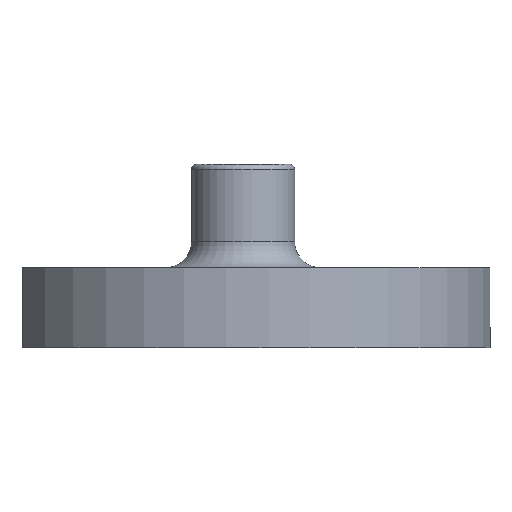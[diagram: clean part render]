
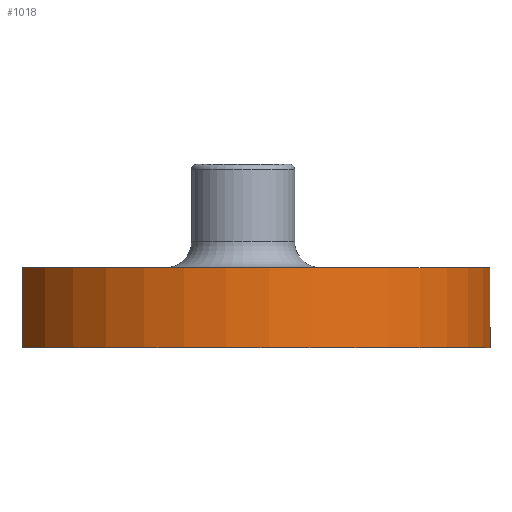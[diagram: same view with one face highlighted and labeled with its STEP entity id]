
A CAD part, left-side view. The second image highlights one B-rep face of the part: STEP entity #1018.
In plain terms, the highlighted cylindrical face has radius 48 mm (diameter 96 mm), a partial arc.
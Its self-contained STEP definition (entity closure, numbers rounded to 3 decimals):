
#119=FACE_OUTER_BOUND('',#194,.T.);
#194=EDGE_LOOP('',(#927,#928,#929,#930));
#279=LINE('',#1719,#361);
#284=LINE('',#1730,#366);
#361=VECTOR('',#1430,10.);
#366=VECTOR('',#1441,10.);
#420=CIRCLE('',#1131,48.);
#425=CIRCLE('',#1142,48.);
#509=VERTEX_POINT('',#1701);
#510=VERTEX_POINT('',#1702);
#515=VERTEX_POINT('',#1718);
#518=VERTEX_POINT('',#1728);
#644=EDGE_CURVE('',#509,#510,#420,.T.);
#652=EDGE_CURVE('',#510,#515,#279,.T.);
#658=EDGE_CURVE('',#509,#518,#284,.T.);
#659=EDGE_CURVE('',#515,#518,#425,.T.);
#927=ORIENTED_EDGE('',*,*,#644,.F.);
#928=ORIENTED_EDGE('',*,*,#658,.T.);
#929=ORIENTED_EDGE('',*,*,#659,.F.);
#930=ORIENTED_EDGE('',*,*,#652,.F.);
#968=CYLINDRICAL_SURFACE('',#1141,48.);
#1018=ADVANCED_FACE('',(#119),#968,.T.);
#1131=AXIS2_PLACEMENT_3D('',#1703,#1412,#1413);
#1141=AXIS2_PLACEMENT_3D('',#1731,#1442,#1443);
#1142=AXIS2_PLACEMENT_3D('',#1732,#1444,#1445);
#1412=DIRECTION('center_axis',(0.,0.,1.));
#1413=DIRECTION('ref_axis',(1.,0.,0.));
#1430=DIRECTION('',(0.,0.,-1.));
#1441=DIRECTION('',(0.,0.,-1.));
#1442=DIRECTION('center_axis',(0.,0.,-1.));
#1443=DIRECTION('ref_axis',(0.,-1.,0.));
#1444=DIRECTION('center_axis',(0.,0.,-1.));
#1445=DIRECTION('ref_axis',(1.,0.,0.));
#1701=CARTESIAN_POINT('',(-21.717,42.806,0.));
#1702=CARTESIAN_POINT('',(21.717,42.806,0.));
#1703=CARTESIAN_POINT('Origin',(0.,0.,0.));
#1718=CARTESIAN_POINT('',(21.717,42.806,-15.5));
#1719=CARTESIAN_POINT('',(21.717,42.806,0.));
#1728=CARTESIAN_POINT('',(-21.717,42.806,-15.5));
#1730=CARTESIAN_POINT('',(-21.717,42.806,0.));
#1731=CARTESIAN_POINT('Origin',(0.,0.,0.));
#1732=CARTESIAN_POINT('Origin',(0.,0.,-15.5));
